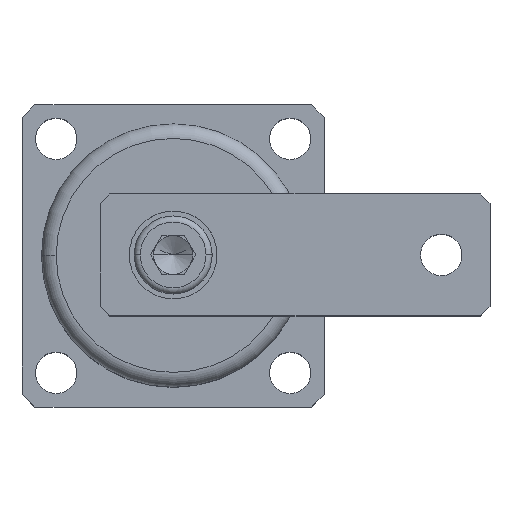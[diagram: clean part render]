
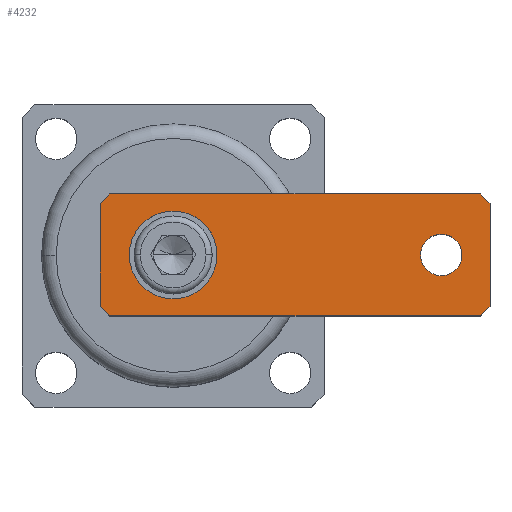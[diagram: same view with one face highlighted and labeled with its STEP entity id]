
A CAD part, top view. The second image highlights one B-rep face of the part: STEP entity #4232.
In plain terms, the highlighted face is planar.
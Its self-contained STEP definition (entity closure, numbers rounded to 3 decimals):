
#22 = CARTESIAN_POINT ( 'NONE',  ( -30., 12.5, -4.25 ) ) ;
#263 = CARTESIAN_POINT ( 'NONE',  ( -25.25, 12.5, -25.25 ) ) ;
#268 = DIRECTION ( 'NONE',  ( -0.707, 0., -0.707 ) ) ;
#304 = DIRECTION ( 'NONE',  ( 0.707, 0., -0.707 ) ) ;
#305 = CARTESIAN_POINT ( 'NONE',  ( 25.25, 12.5, 25.25 ) ) ;
#306 = DIRECTION ( 'NONE',  ( 0.707, 0., 0.707 ) ) ;
#307 = CARTESIAN_POINT ( 'NONE',  ( -25.25, 12.5, 25.25 ) ) ;
#308 = DIRECTION ( 'NONE',  ( -0.707, 0., 0.707 ) ) ;
#310 = DIRECTION ( 'NONE',  ( 0., 0., 1. ) ) ;
#311 = DIRECTION ( 'NONE',  ( 0., 1., 0. ) ) ;
#312 = CARTESIAN_POINT ( 'NONE',  ( 25., 12.5, 0. ) ) ;
#313 = CARTESIAN_POINT ( 'NONE',  ( 25.25, 12.5, -25.25 ) ) ;
#444 = FACE_BOUND ( 'NONE', #2022, .T. ) ;
#453 = FACE_OUTER_BOUND ( 'NONE', #5695, .T. ) ;
#457 = FACE_BOUND ( 'NONE', #2023, .T. ) ;
#861 = EDGE_CURVE ( 'NONE', #1193, #1192, #2060, .T. ) ;
#862 = EDGE_CURVE ( 'NONE', #1199, #1194, #2066, .T. ) ;
#863 = EDGE_CURVE ( 'NONE', #1196, #1135, #2061, .T. ) ;
#864 = EDGE_CURVE ( 'NONE', #1201, #1450, #2067, .T. ) ;
#865 = EDGE_CURVE ( 'NONE', #1200, #1195, #2064, .T. ) ;
#868 = AXIS2_PLACEMENT_3D ( 'NONE', #312, #311, #310 ) ;
#934 = AXIS2_PLACEMENT_3D ( 'NONE', #4958, #4959, #4960 ) ;
#936 = AXIS2_PLACEMENT_3D ( 'NONE', #4968, #4969, #4970 ) ;
#943 = AXIS2_PLACEMENT_3D ( 'NONE', #5035, #5036, #5037 ) ;
#1032 = AXIS2_PLACEMENT_3D ( 'NONE', #4674, #4671, #4678 ) ;
#1135 = VERTEX_POINT ( 'NONE', #1715 ) ;
#1140 = VERTEX_POINT ( 'NONE', #1721 ) ;
#1192 = VERTEX_POINT ( 'NONE', #1733 ) ;
#1193 = VERTEX_POINT ( 'NONE', #1746 ) ;
#1194 = VERTEX_POINT ( 'NONE', #1754 ) ;
#1195 = VERTEX_POINT ( 'NONE', #1718 ) ;
#1196 = VERTEX_POINT ( 'NONE', #1699 ) ;
#1199 = VERTEX_POINT ( 'NONE', #1727 ) ;
#1200 = VERTEX_POINT ( 'NONE', #1726 ) ;
#1201 = VERTEX_POINT ( 'NONE', #1759 ) ;
#1347 = CARTESIAN_POINT ( 'NONE',  ( -38., 12.5, 12.5 ) ) ;
#1450 = VERTEX_POINT ( 'NONE', #1347 ) ;
#1455 = VERTEX_POINT ( 'NONE', #22 ) ;
#1699 = CARTESIAN_POINT ( 'NONE',  ( -38., 12.5, -12.5 ) ) ;
#1715 = CARTESIAN_POINT ( 'NONE',  ( -40., 12.5, -10.5 ) ) ;
#1718 = CARTESIAN_POINT ( 'NONE',  ( 40., 12.5, 10.5 ) ) ;
#1721 = CARTESIAN_POINT ( 'NONE',  ( -30., 12.5, 4.25 ) ) ;
#1726 = CARTESIAN_POINT ( 'NONE',  ( 38., 12.5, 12.5 ) ) ;
#1727 = CARTESIAN_POINT ( 'NONE',  ( 40., 12.5, -10.5 ) ) ;
#1733 = CARTESIAN_POINT ( 'NONE',  ( 25., 12.5, -9. ) ) ;
#1746 = CARTESIAN_POINT ( 'NONE',  ( 25., 12.5, 9. ) ) ;
#1754 = CARTESIAN_POINT ( 'NONE',  ( 38., 12.5, -12.5 ) ) ;
#1759 = CARTESIAN_POINT ( 'NONE',  ( -40., 12.5, 10.5 ) ) ;
#1981 = EDGE_CURVE ( 'NONE', #1455, #1140, #2405, .T. ) ;
#1985 = EDGE_CURVE ( 'NONE', #1192, #1193, #2409, .T. ) ;
#2004 = EDGE_CURVE ( 'NONE', #1195, #1199, #2443, .T. ) ;
#2006 = EDGE_CURVE ( 'NONE', #1194, #1196, #2447, .T. ) ;
#2009 = EDGE_CURVE ( 'NONE', #1135, #1201, #2453, .T. ) ;
#2013 = EDGE_CURVE ( 'NONE', #1450, #1200, #2461, .T. ) ;
#2015 = EDGE_CURVE ( 'NONE', #1140, #1455, #2465, .T. ) ;
#2022 = EDGE_LOOP ( 'NONE', ( #5558, #5559 ) ) ;
#2023 = EDGE_LOOP ( 'NONE', ( #5560, #5561 ) ) ;
#2060 = CIRCLE ( 'NONE', #868, 9. ) ;
#2061 = LINE ( 'NONE', #263, #2065 ) ;
#2063 = VECTOR ( 'NONE', #306, 1000. ) ;
#2064 = LINE ( 'NONE', #305, #2069 ) ;
#2065 = VECTOR ( 'NONE', #308, 1000. ) ;
#2066 = LINE ( 'NONE', #313, #2068 ) ;
#2067 = LINE ( 'NONE', #307, #2063 ) ;
#2068 = VECTOR ( 'NONE', #268, 1000. ) ;
#2069 = VECTOR ( 'NONE', #304, 1000. ) ;
#2405 = CIRCLE ( 'NONE', #934, 4.25 ) ;
#2409 = CIRCLE ( 'NONE', #936, 9. ) ;
#2443 = LINE ( 'NONE', #5011, #2446 ) ;
#2446 = VECTOR ( 'NONE', #5012, 1000. ) ;
#2447 = LINE ( 'NONE', #5015, #2450 ) ;
#2450 = VECTOR ( 'NONE', #5016, 1000. ) ;
#2453 = LINE ( 'NONE', #5021, #2456 ) ;
#2456 = VECTOR ( 'NONE', #5022, 1000. ) ;
#2461 = LINE ( 'NONE', #5029, #2464 ) ;
#2464 = VECTOR ( 'NONE', #5030, 1000. ) ;
#2465 = CIRCLE ( 'NONE', #943, 4.25 ) ;
#4232 = ADVANCED_FACE ( 'NONE', ( #444, #457, #453 ), #4676, .T. ) ;
#4671 = DIRECTION ( 'NONE',  ( 0., 1., 0. ) ) ;
#4674 = CARTESIAN_POINT ( 'NONE',  ( 0., 12.5, 0. ) ) ;
#4676 = PLANE ( 'NONE',  #1032 ) ;
#4678 = DIRECTION ( 'NONE',  ( 0., 0., 1. ) ) ;
#4958 = CARTESIAN_POINT ( 'NONE',  ( -30., 12.5, 0. ) ) ;
#4959 = DIRECTION ( 'NONE',  ( 0., 1., 0. ) ) ;
#4960 = DIRECTION ( 'NONE',  ( 0., 0., 1. ) ) ;
#4968 = CARTESIAN_POINT ( 'NONE',  ( 25., 12.5, 0. ) ) ;
#4969 = DIRECTION ( 'NONE',  ( 0., 1., 0. ) ) ;
#4970 = DIRECTION ( 'NONE',  ( 0., 0., 1. ) ) ;
#5011 = CARTESIAN_POINT ( 'NONE',  ( 40., 12.5, -12.5 ) ) ;
#5012 = DIRECTION ( 'NONE',  ( 0., 0., -1. ) ) ;
#5015 = CARTESIAN_POINT ( 'NONE',  ( -40., 12.5, -12.5 ) ) ;
#5016 = DIRECTION ( 'NONE',  ( -1., 0., 0. ) ) ;
#5021 = CARTESIAN_POINT ( 'NONE',  ( -40., 12.5, -12.5 ) ) ;
#5022 = DIRECTION ( 'NONE',  ( 0., 0., 1. ) ) ;
#5029 = CARTESIAN_POINT ( 'NONE',  ( -40., 12.5, 12.5 ) ) ;
#5030 = DIRECTION ( 'NONE',  ( 1., 0., 0. ) ) ;
#5035 = CARTESIAN_POINT ( 'NONE',  ( -30., 12.5, 0. ) ) ;
#5036 = DIRECTION ( 'NONE',  ( 0., 1., 0. ) ) ;
#5037 = DIRECTION ( 'NONE',  ( 0., 0., 1. ) ) ;
#5558 = ORIENTED_EDGE ( 'NONE', *, *, #2015, .F. ) ;
#5559 = ORIENTED_EDGE ( 'NONE', *, *, #1981, .F. ) ;
#5560 = ORIENTED_EDGE ( 'NONE', *, *, #861, .F. ) ;
#5561 = ORIENTED_EDGE ( 'NONE', *, *, #1985, .F. ) ;
#5562 = ORIENTED_EDGE ( 'NONE', *, *, #2004, .T. ) ;
#5563 = ORIENTED_EDGE ( 'NONE', *, *, #862, .T. ) ;
#5564 = ORIENTED_EDGE ( 'NONE', *, *, #2006, .T. ) ;
#5565 = ORIENTED_EDGE ( 'NONE', *, *, #863, .T. ) ;
#5566 = ORIENTED_EDGE ( 'NONE', *, *, #2009, .T. ) ;
#5567 = ORIENTED_EDGE ( 'NONE', *, *, #864, .T. ) ;
#5568 = ORIENTED_EDGE ( 'NONE', *, *, #2013, .T. ) ;
#5569 = ORIENTED_EDGE ( 'NONE', *, *, #865, .T. ) ;
#5695 = EDGE_LOOP ( 'NONE', ( #5562, #5563, #5564, #5565, #5566, #5567, #5568, #5569 ) ) ;
